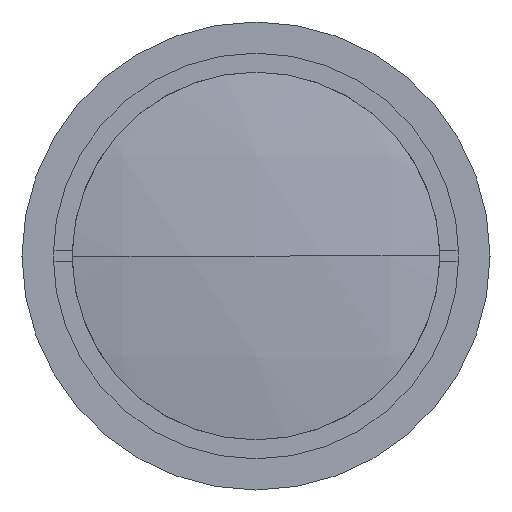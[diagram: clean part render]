
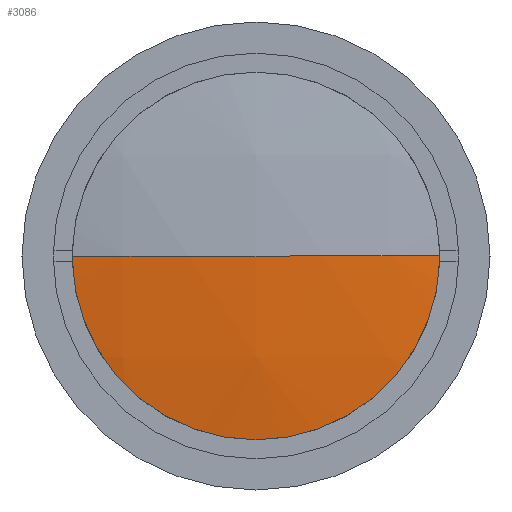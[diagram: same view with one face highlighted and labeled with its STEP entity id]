
A CAD part, left-side view. The second image highlights one B-rep face of the part: STEP entity #3086.
In plain terms, the highlighted spherical face has radius 100.18 mm.
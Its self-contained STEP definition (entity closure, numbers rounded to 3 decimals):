
#86 = VERTEX_POINT ( 'NONE', #2955 ) ;
#157 = VERTEX_POINT ( 'NONE', #3142 ) ;
#228 = CIRCLE ( 'NONE', #1970, 100.18 ) ;
#262 = ORIENTED_EDGE ( 'NONE', *, *, #3001, .F. ) ;
#298 = FACE_OUTER_BOUND ( 'NONE', #2613, .T. ) ;
#564 = CIRCLE ( 'NONE', #3052, 100.18 ) ;
#741 = ORIENTED_EDGE ( 'NONE', *, *, #1484, .T. ) ;
#887 = SPHERICAL_SURFACE ( 'NONE', #1548, 100.18 ) ;
#1191 = DIRECTION ( 'NONE',  ( 0., -1., 0. ) ) ;
#1294 = CIRCLE ( 'NONE', #3133, 18. ) ;
#1484 = EDGE_CURVE ( 'NONE', #4364, #157, #1294, .T. ) ;
#1548 = AXIS2_PLACEMENT_3D ( 'NONE', #3692, #1596, #1979 ) ;
#1554 = CARTESIAN_POINT ( 'NONE',  ( 103.461, 0., 0. ) ) ;
#1596 = DIRECTION ( 'NONE',  ( 0., 0., -1. ) ) ;
#1709 = EDGE_CURVE ( 'NONE', #157, #86, #564, .T. ) ;
#1898 = DIRECTION ( 'NONE',  ( 0., 0., -1. ) ) ;
#1970 = AXIS2_PLACEMENT_3D ( 'NONE', #1554, #4338, #1191 ) ;
#1979 = DIRECTION ( 'NONE',  ( 0., 1., 0. ) ) ;
#2282 = CARTESIAN_POINT ( 'NONE',  ( 4.912, 0., 0. ) ) ;
#2293 = ORIENTED_EDGE ( 'NONE', *, *, #1709, .T. ) ;
#2343 = DIRECTION ( 'NONE',  ( -1., 0., 0. ) ) ;
#2613 = EDGE_LOOP ( 'NONE', ( #741, #2293, #262 ) ) ;
#2905 = DIRECTION ( 'NONE',  ( 0., 1., 0. ) ) ;
#2955 = CARTESIAN_POINT ( 'NONE',  ( 3.281, 0., 0. ) ) ;
#3001 = EDGE_CURVE ( 'NONE', #4364, #86, #228, .T. ) ;
#3052 = AXIS2_PLACEMENT_3D ( 'NONE', #3978, #1898, #2905 ) ;
#3086 = ADVANCED_FACE ( 'NONE', ( #298 ), #887, .T. ) ;
#3133 = AXIS2_PLACEMENT_3D ( 'NONE', #2282, #2343, #4424 ) ;
#3142 = CARTESIAN_POINT ( 'NONE',  ( 4.912, -18., 0. ) ) ;
#3692 = CARTESIAN_POINT ( 'NONE',  ( 103.461, 0., 0. ) ) ;
#3934 = CARTESIAN_POINT ( 'NONE',  ( 4.912, 18., 0. ) ) ;
#3978 = CARTESIAN_POINT ( 'NONE',  ( 103.461, 0., 0. ) ) ;
#4338 = DIRECTION ( 'NONE',  ( 0., 0., 1. ) ) ;
#4364 = VERTEX_POINT ( 'NONE', #3934 ) ;
#4424 = DIRECTION ( 'NONE',  ( 0., 0., 1. ) ) ;
